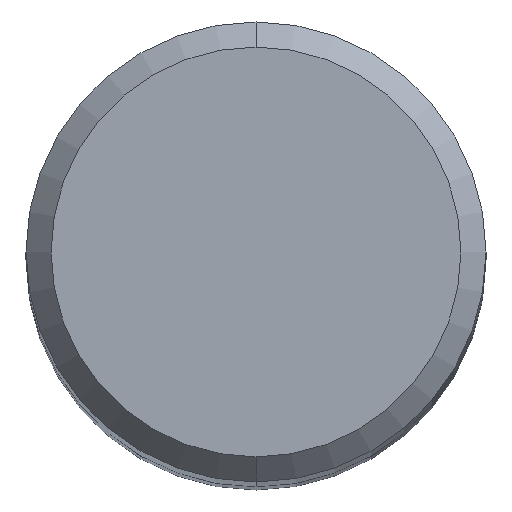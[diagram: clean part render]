
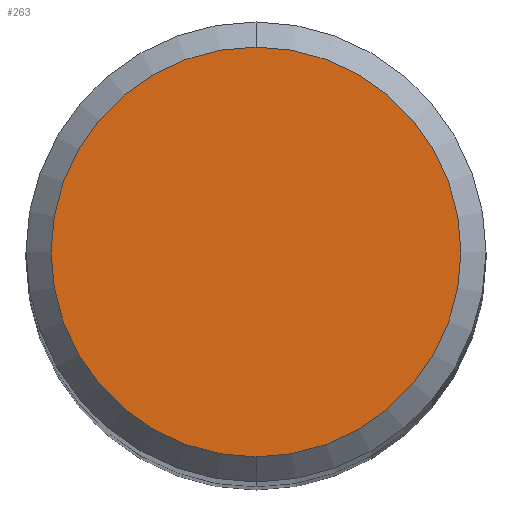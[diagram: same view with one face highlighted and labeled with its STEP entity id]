
A CAD part, top view. The second image highlights one B-rep face of the part: STEP entity #263.
In plain terms, the highlighted planar face has unit normal (0, 0, 1).
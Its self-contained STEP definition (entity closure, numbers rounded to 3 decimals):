
#189=EDGE_CURVE('',#287,#237,#467,.T.);
#237=VERTEX_POINT('',#517);
#263=ADVANCED_FACE('',(#546),#547,.T.);
#271=EDGE_CURVE('',#237,#287,#555,.T.);
#287=VERTEX_POINT('',#574);
#467=CIRCLE('',#796,4.9);
#517=CARTESIAN_POINT('',(0.0,4.9,0.0));
#546=FACE_OUTER_BOUND('',#977,.T.);
#547=PLANE('',#978);
#555=CIRCLE('',#991,4.9);
#574=CARTESIAN_POINT('',(0.,-4.9,0.0));
#796=AXIS2_PLACEMENT_3D('',#1394,#1395,#1396);
#977=EDGE_LOOP('',(#1476,#1477));
#978=AXIS2_PLACEMENT_3D('',#1478,#1479,#1480);
#991=AXIS2_PLACEMENT_3D('',#1488,#1489,#1490);
#1394=CARTESIAN_POINT('',(0.0,0.0,0.0));
#1395=DIRECTION('',(0.0,0.0,-1.0));
#1396=DIRECTION('',(0.0,1.0,0.0));
#1476=ORIENTED_EDGE('',*,*,#271,.F.);
#1477=ORIENTED_EDGE('',*,*,#189,.F.);
#1478=CARTESIAN_POINT('',(0.0,2.45,0.0));
#1479=DIRECTION('',(-0.0,0.0,1.0));
#1480=DIRECTION('',(0.0,-1.0,0.0));
#1488=CARTESIAN_POINT('',(0.0,0.0,0.0));
#1489=DIRECTION('',(0.0,0.0,-1.0));
#1490=DIRECTION('',(0.0,1.0,0.0));
